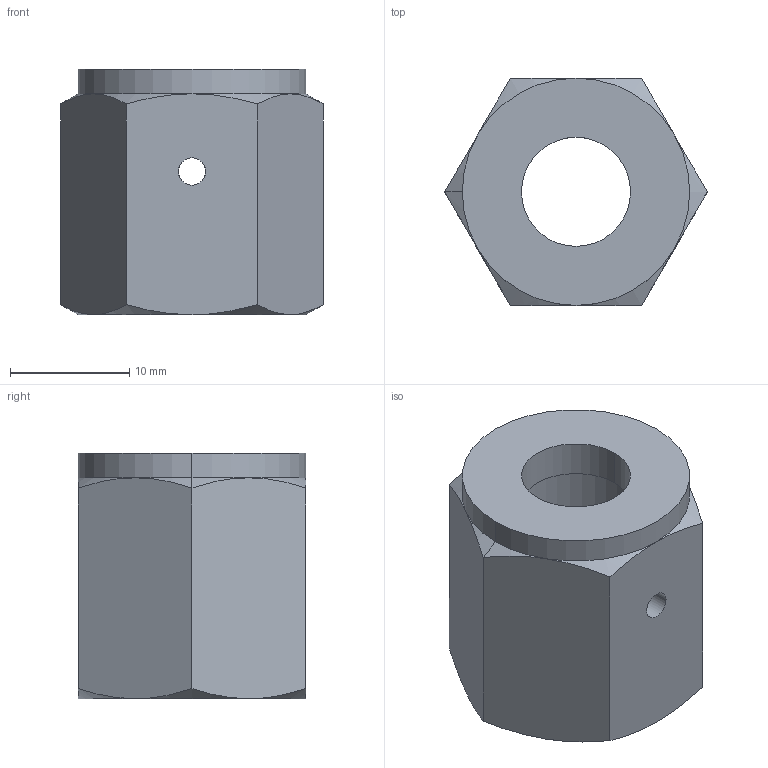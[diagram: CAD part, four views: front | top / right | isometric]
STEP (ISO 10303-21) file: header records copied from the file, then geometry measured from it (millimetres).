
FILE_DESCRIPTION (( 'STEP AP214' ), '1' );
FILE_NAME ('100001020385.STEP', '2025-11-04T06:33:29', ( 'Microsoft' ), ( 'Microsoft' ), 'SwSTEP 2.0', 'SolidWorks 2025', '' );
FILE_SCHEMA (( 'AUTOMOTIVE_DESIGN' ));
Length unit declared in the file: millimetre
Products named in the file (1): 100001020385
Bounding box: 22 x 19.05 x 20.58 mm (x, y, z)
Volume: 4175.8 mm3; surface area: 2586.1 mm2
Topology: 1 solids, 1 shells, 35 faces, 79 edges, 47 vertices
Faces by surface type: cone 16, cylinder 10, plane 9
Entity records: 1159 total; most frequent: CARTESIAN_POINT 374, ORIENTED_EDGE 158, DIRECTION 154, EDGE_CURVE 79, AXIS2_PLACEMENT_3D 67, VERTEX_POINT 47, EDGE_LOOP 42, ADVANCED_FACE 35
